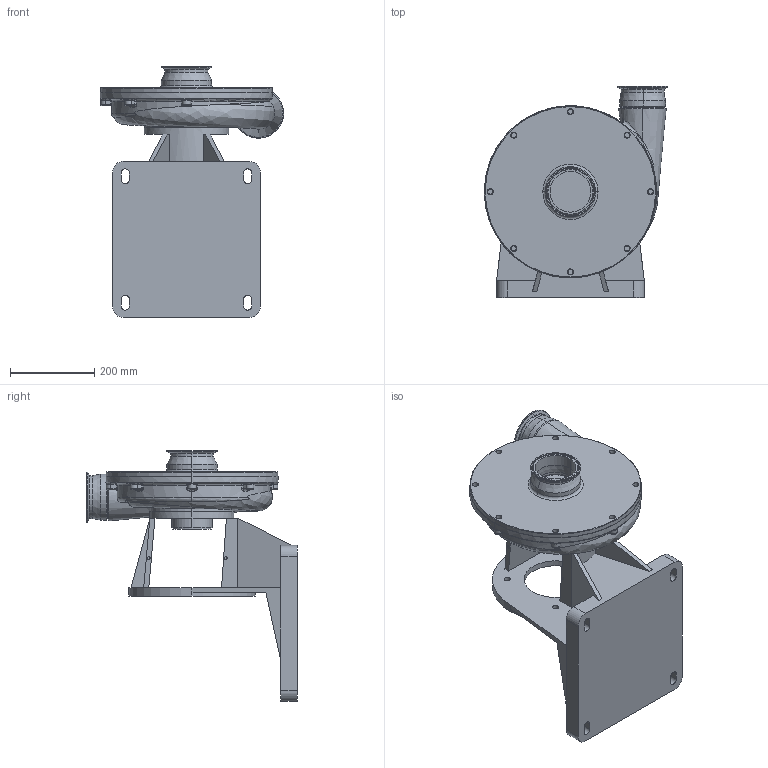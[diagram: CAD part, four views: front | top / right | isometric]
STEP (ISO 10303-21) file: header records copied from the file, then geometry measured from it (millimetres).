
FILE_DESCRIPTION (( 'STEP AP214' ), '1' );
FILE_NAME ('FP 1151-1161 280TC VERT.STEP', '2023-03-13T14:08:21', ( '' ), ( '' ), 'SwSTEP 2.0', 'SolidWorks 2021', '' );
FILE_SCHEMA (( 'AUTOMOTIVE_DESIGN' ));
Length unit declared in the file: inch
Products named in the file (1): FP 1151-1161 280TC VERT
Bounding box: 434.41 x 500 x 595 mm (x, y, z)
Volume: 19243716 mm3; surface area: 1375010.3 mm2
Topology: 1 solids, 1 shells, 466 faces, 1102 edges, 667 vertices
Faces by surface type: cylinder 169, plane 116, torus 70, bspline 67, cone 41, sphere 3
Entity records: 21899 total; most frequent: CARTESIAN_POINT 11303, DIRECTION 2289, ORIENTED_EDGE 2170, EDGE_CURVE 1085, AXIS2_PLACEMENT_3D 968, VERTEX_POINT 664, CIRCLE 568, EDGE_LOOP 533
